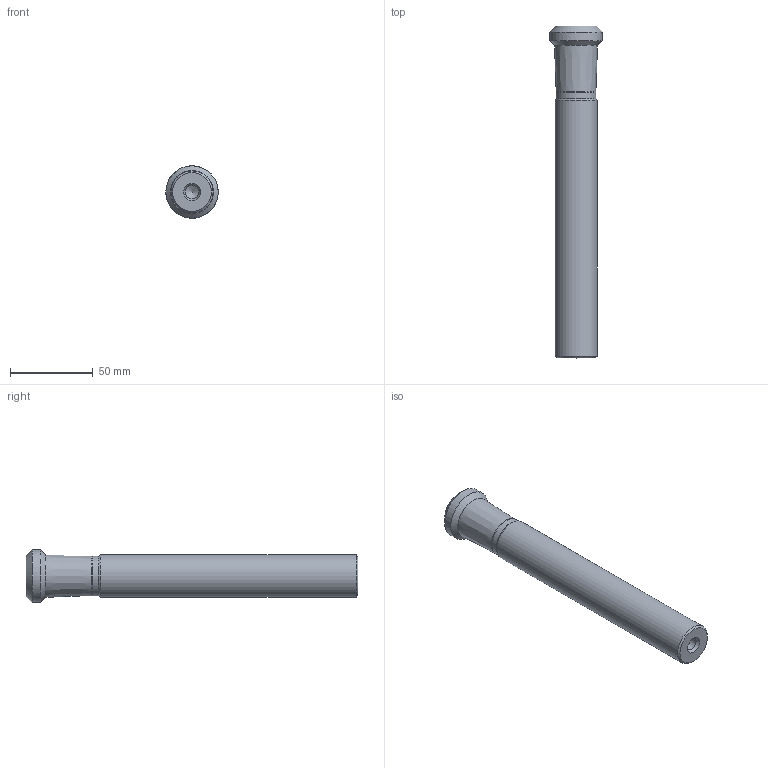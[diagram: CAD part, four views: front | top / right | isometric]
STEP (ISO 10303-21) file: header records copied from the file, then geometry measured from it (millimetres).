
FILE_DESCRIPTION(/* description */ (''),/* implementation_level */ '2;1');
FILE_NAME(/* name */ '125N3R177C100_ISOD05_C_SIM.stp',/* time_stamp */ '2017-09-22T12:13:16+02:00',/* author */ (''),/* organization */ (''),/* preprocessor_version */ 'ST-DEVELOPER v15',/* originating_system */ 'SIEMENS PLM Software NX 8.5',/* authorisation */ '');
FILE_SCHEMA (('AUTOMOTIVE_DESIGN { 1 0 10303 214 3 1 1 1 }'));
Length unit declared in the file: millimetre
Products named in the file (1): hm151240084Anxr2
Bounding box: 31.65 x 200.62 x 31.64 mm (x, y, z)
Volume: 100777.2 mm3; surface area: 23409.3 mm2
Topology: 2 solids, 2 shells, 25 faces, 57 edges, 35 vertices
Faces by surface type: revolution 8, cone 5, torus 5, cylinder 3, plane 3, bspline 1
Full cylindrical faces by diameter (mm): 8 x1, 24 x1, 25.393 x1
Entity records: 598 total; most frequent: CARTESIAN_POINT 111, DIRECTION 100, FACE_BOUND 48, EDGE_LOOP 48, ORIENTED_EDGE 48, AXIS2_PLACEMENT_3D 42, ADVANCED_FACE 25, VERTEX_POINT 25
